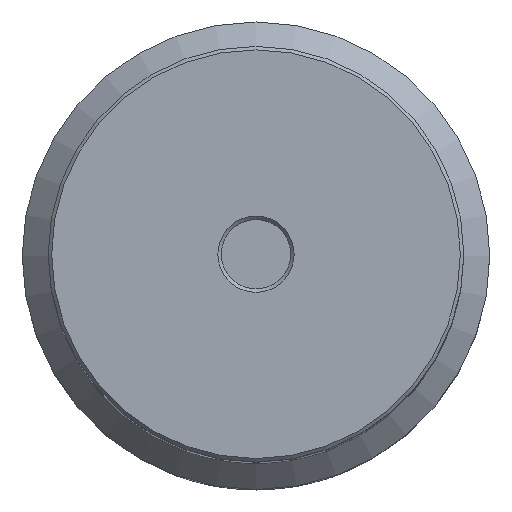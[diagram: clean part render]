
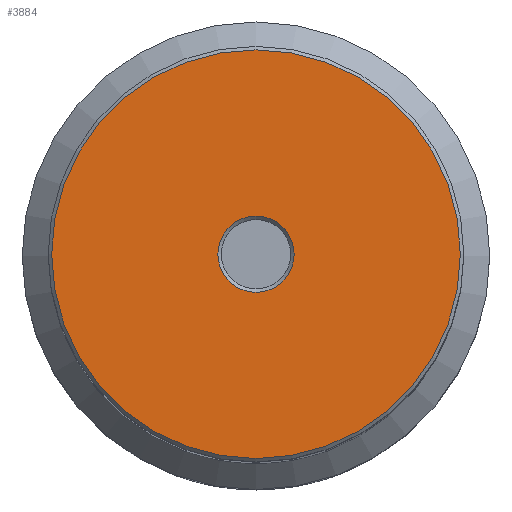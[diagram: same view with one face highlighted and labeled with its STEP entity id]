
A CAD part, top view. The second image highlights one B-rep face of the part: STEP entity #3884.
In plain terms, the highlighted planar face has unit normal (0, 0, 1).
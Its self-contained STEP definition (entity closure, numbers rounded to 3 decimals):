
#323=PLANE('',#4218);
#434=CIRCLE('',#4219,2.2);
#435=CIRCLE('',#4220,11.8);
#737=ORIENTED_EDGE('',*,*,#1368,.T.);
#738=ORIENTED_EDGE('',*,*,#1369,.T.);
#1368=EDGE_CURVE('',#1731,#1731,#434,.T.);
#1369=EDGE_CURVE('',#1732,#1732,#435,.F.);
#1731=VERTEX_POINT('',#6501);
#1732=VERTEX_POINT('',#6503);
#2219=EDGE_LOOP('',(#737));
#2220=EDGE_LOOP('',(#738));
#2581=FACE_BOUND('',#2219,.T.);
#2582=FACE_BOUND('',#2220,.T.);
#3884=ADVANCED_FACE('',(#2581,#2582),#323,.F.);
#4218=AXIS2_PLACEMENT_3D('',#6499,#4763,#4764);
#4219=AXIS2_PLACEMENT_3D('',#6500,#4765,#4766);
#4220=AXIS2_PLACEMENT_3D('',#6502,#4767,#4768);
#4763=DIRECTION('',(0.,0.,-1.));
#4764=DIRECTION('',(-1.,0.,0.));
#4765=DIRECTION('',(0.,0.,-1.));
#4766=DIRECTION('',(-1.,0.,0.));
#4767=DIRECTION('',(0.,0.,-1.));
#4768=DIRECTION('',(-1.,0.,0.));
#6499=CARTESIAN_POINT('',(-2.,0.,13.8));
#6500=CARTESIAN_POINT('',(0.,0.,13.8));
#6501=CARTESIAN_POINT('',(-2.2,0.,13.8));
#6502=CARTESIAN_POINT('',(0.,0.,13.8));
#6503=CARTESIAN_POINT('',(-11.8,0.,13.8));
